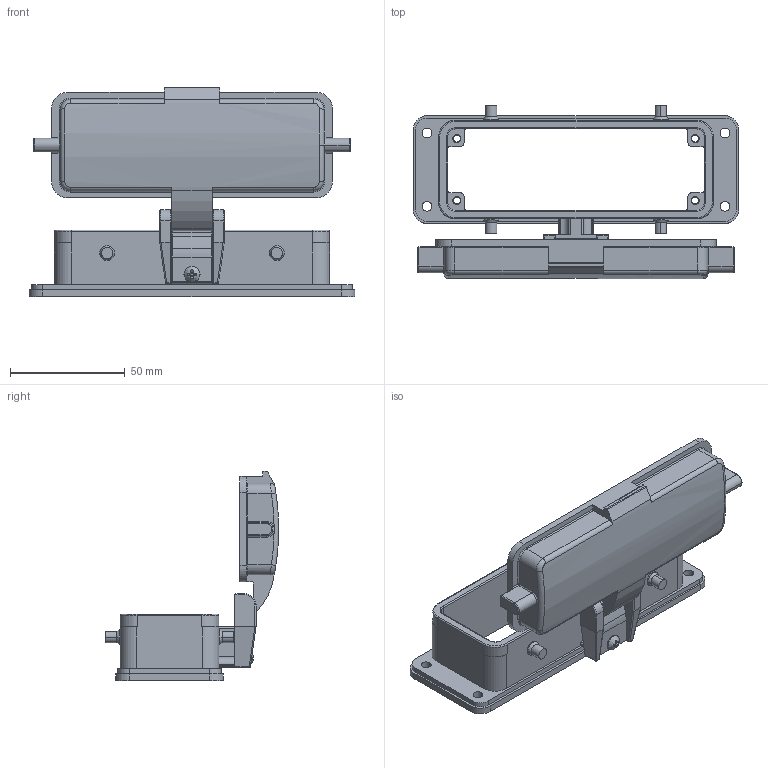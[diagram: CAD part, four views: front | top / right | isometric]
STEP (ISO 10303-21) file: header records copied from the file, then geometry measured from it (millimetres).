
FILE_DESCRIPTION (( 'STEP AP203' ), '1' );
FILE_NAME ('H24B-OM-4PR-PC.STEP', '2024-10-22T06:13:17', ( 'Windows 蚚誧' ), ( '' ), 'SwSTEP 2.0', 'SolidWorks 2023', '' );
FILE_SCHEMA (( 'CONFIG_CONTROL_DESIGN' ));
Length unit declared in the file: millimetre
Products named in the file (1): H24B-OM-4PR-PC
Bounding box: 142 x 75.65 x 91.3 mm (x, y, z)
Volume: 75591.6 mm3; surface area: 50635.4 mm2
Topology: 1 solids, 4 shells, 466 faces, 1200 edges, 748 vertices
Faces by surface type: cylinder 230, plane 176, torus 29, sphere 14, bspline 9, cone 8
Entity records: 14683 total; most frequent: CARTESIAN_POINT 3156, DIRECTION 2473, ORIENTED_EDGE 2376, EDGE_CURVE 1188, AXIS2_PLACEMENT_3D 913, VERTEX_POINT 748, VECTOR 647, LINE 647
